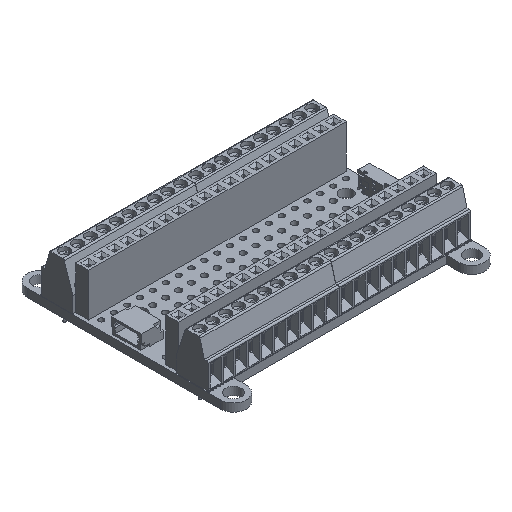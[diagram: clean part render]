
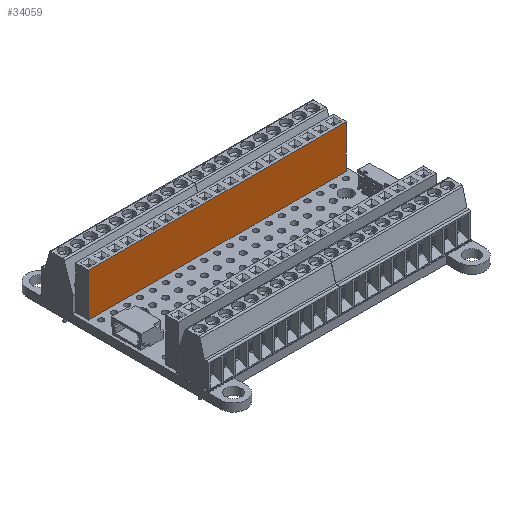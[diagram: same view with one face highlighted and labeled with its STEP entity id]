
A CAD part, isometric view. The second image highlights one B-rep face of the part: STEP entity #34059.
In plain terms, the highlighted face is planar.
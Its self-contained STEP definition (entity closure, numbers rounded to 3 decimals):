
#2219=PLANE('',#36921);
#4066=FACE_OUTER_BOUND('',#6489,.T.);
#6489=EDGE_LOOP('',(#31385,#31386,#31387,#31388));
#10222=LINE('',#55504,#13941);
#10225=LINE('',#55510,#13944);
#10226=LINE('',#55512,#13945);
#10227=LINE('',#55513,#13946);
#13941=VECTOR('',#46069,10.);
#13944=VECTOR('',#46074,10.);
#13945=VECTOR('',#46075,10.);
#13946=VECTOR('',#46076,10.);
#17705=VERTEX_POINT('',#55501);
#17706=VERTEX_POINT('',#55503);
#17708=VERTEX_POINT('',#55509);
#17709=VERTEX_POINT('',#55511);
#22292=EDGE_CURVE('',#17705,#17706,#10222,.T.);
#22295=EDGE_CURVE('',#17705,#17708,#10225,.T.);
#22296=EDGE_CURVE('',#17708,#17709,#10226,.T.);
#22297=EDGE_CURVE('',#17709,#17706,#10227,.T.);
#31385=ORIENTED_EDGE('',*,*,#22295,.T.);
#31386=ORIENTED_EDGE('',*,*,#22296,.T.);
#31387=ORIENTED_EDGE('',*,*,#22297,.T.);
#31388=ORIENTED_EDGE('',*,*,#22292,.F.);
#34059=ADVANCED_FACE('',(#4066),#2219,.F.);
#36921=AXIS2_PLACEMENT_3D('',#55508,#46072,#46073);
#46069=DIRECTION('',(1.,0.,0.));
#46072=DIRECTION('center_axis',(0.,-1.,0.));
#46073=DIRECTION('ref_axis',(0.,0.,-1.));
#46074=DIRECTION('',(0.,0.,1.));
#46075=DIRECTION('',(1.,0.,0.));
#46076=DIRECTION('',(0.,0.,-1.));
#55501=CARTESIAN_POINT('',(-1.27,1.27,-8.5));
#55503=CARTESIAN_POINT('',(49.53,1.27,-8.5));
#55504=CARTESIAN_POINT('',(-1.27,1.27,-8.5));
#55508=CARTESIAN_POINT('Origin',(-1.27,1.27,0.));
#55509=CARTESIAN_POINT('',(-1.27,1.27,0.));
#55510=CARTESIAN_POINT('',(-1.27,1.27,-8.5));
#55511=CARTESIAN_POINT('',(49.53,1.27,0.));
#55512=CARTESIAN_POINT('',(-1.27,1.27,0.));
#55513=CARTESIAN_POINT('',(49.53,1.27,-8.5));
